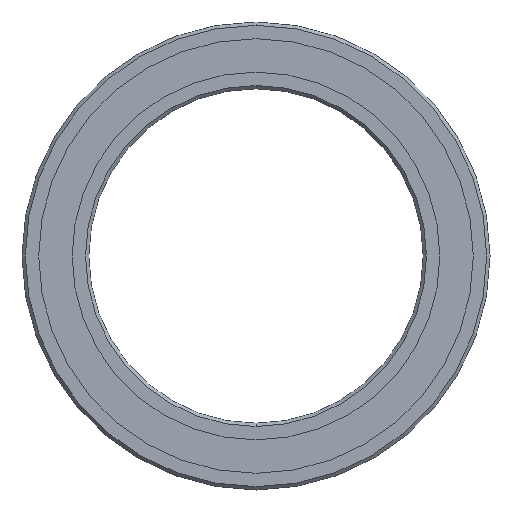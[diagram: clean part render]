
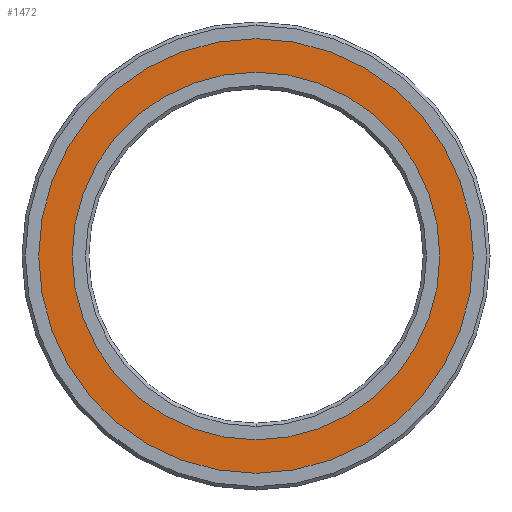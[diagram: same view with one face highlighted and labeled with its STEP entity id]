
A CAD part, front view. The second image highlights one B-rep face of the part: STEP entity #1472.
In plain terms, the highlighted planar face has unit normal (0, -1, 0).
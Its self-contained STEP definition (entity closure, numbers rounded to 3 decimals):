
#21 = EDGE_CURVE('',#22,#24,#26,.T.);
#22 = VERTEX_POINT('',#23);
#23 = CARTESIAN_POINT('',(0.,0.2,-16.5));
#24 = VERTEX_POINT('',#25);
#25 = CARTESIAN_POINT('',(0.,0.2,16.5));
#26 = SURFACE_CURVE('',#27,(#32,#44),.PCURVE_S1.);
#27 = CIRCLE('',#28,16.5);
#28 = AXIS2_PLACEMENT_3D('',#29,#30,#31);
#29 = CARTESIAN_POINT('',(0.,0.2,0.));
#30 = DIRECTION('',(0.,-1.,0.));
#31 = DIRECTION('',(0.,0.,-1.));
#32 = PCURVE('',#33,#38);
#33 = CYLINDRICAL_SURFACE('',#34,16.5);
#34 = AXIS2_PLACEMENT_3D('',#35,#36,#37);
#35 = CARTESIAN_POINT('',(0.,0.2,0.));
#36 = DIRECTION('',(-0.,-1.,-0.));
#37 = DIRECTION('',(0.,0.,-1.));
#38 = DEFINITIONAL_REPRESENTATION('',(#39),#43);
#39 = LINE('',#40,#41);
#40 = CARTESIAN_POINT('',(0.,0.));
#41 = VECTOR('',#42,1.);
#42 = DIRECTION('',(1.,0.));
#43 = ( GEOMETRIC_REPRESENTATION_CONTEXT(2) 
PARAMETRIC_REPRESENTATION_CONTEXT() REPRESENTATION_CONTEXT('2D SPACE',''
  ) );
#44 = PCURVE('',#45,#50);
#45 = PLANE('',#46);
#46 = AXIS2_PLACEMENT_3D('',#47,#48,#49);
#47 = CARTESIAN_POINT('',(0.,0.2,0.));
#48 = DIRECTION('',(0.,-1.,0.));
#49 = DIRECTION('',(0.,-0.,-1.));
#50 = DEFINITIONAL_REPRESENTATION('',(#51),#55);
#51 = CIRCLE('',#52,16.5);
#52 = AXIS2_PLACEMENT_2D('',#53,#54);
#53 = CARTESIAN_POINT('',(0.,0.));
#54 = DIRECTION('',(1.,0.));
#55 = ( GEOMETRIC_REPRESENTATION_CONTEXT(2) 
PARAMETRIC_REPRESENTATION_CONTEXT() REPRESENTATION_CONTEXT('2D SPACE',''
  ) );
#73 = CYLINDRICAL_SURFACE('',#74,16.5);
#74 = AXIS2_PLACEMENT_3D('',#75,#76,#77);
#75 = CARTESIAN_POINT('',(0.,0.2,0.));
#76 = DIRECTION('',(-0.,-1.,-0.));
#77 = DIRECTION('',(0.,0.,-1.));
#143 = VERTEX_POINT('',#144);
#144 = CARTESIAN_POINT('',(0.,0.2,-19.5));
#153 = CYLINDRICAL_SURFACE('',#154,19.5);
#154 = AXIS2_PLACEMENT_3D('',#155,#156,#157);
#155 = CARTESIAN_POINT('',(0.,0.2,0.));
#156 = DIRECTION('',(-0.,-1.,-0.));
#157 = DIRECTION('',(0.,0.,-1.));
#165 = CYLINDRICAL_SURFACE('',#166,19.5);
#166 = AXIS2_PLACEMENT_3D('',#167,#168,#169);
#167 = CARTESIAN_POINT('',(0.,0.2,0.));
#168 = DIRECTION('',(-0.,-1.,-0.));
#169 = DIRECTION('',(0.,0.,-1.));
#211 = VERTEX_POINT('',#212);
#212 = CARTESIAN_POINT('',(0.,0.2,19.5));
#233 = EDGE_CURVE('',#211,#143,#234,.T.);
#234 = SURFACE_CURVE('',#235,(#240,#247),.PCURVE_S1.);
#235 = CIRCLE('',#236,19.5);
#236 = AXIS2_PLACEMENT_3D('',#237,#238,#239);
#237 = CARTESIAN_POINT('',(0.,0.2,0.));
#238 = DIRECTION('',(0.,-1.,0.));
#239 = DIRECTION('',(0.,0.,-1.));
#240 = PCURVE('',#153,#241);
#241 = DEFINITIONAL_REPRESENTATION('',(#242),#246);
#242 = LINE('',#243,#244);
#243 = CARTESIAN_POINT('',(0.,0.));
#244 = VECTOR('',#245,1.);
#245 = DIRECTION('',(1.,0.));
#246 = ( GEOMETRIC_REPRESENTATION_CONTEXT(2) 
PARAMETRIC_REPRESENTATION_CONTEXT() REPRESENTATION_CONTEXT('2D SPACE',''
  ) );
#247 = PCURVE('',#45,#248);
#248 = DEFINITIONAL_REPRESENTATION('',(#249),#253);
#249 = CIRCLE('',#250,19.5);
#250 = AXIS2_PLACEMENT_2D('',#251,#252);
#251 = CARTESIAN_POINT('',(0.,0.));
#252 = DIRECTION('',(1.,0.));
#253 = ( GEOMETRIC_REPRESENTATION_CONTEXT(2) 
PARAMETRIC_REPRESENTATION_CONTEXT() REPRESENTATION_CONTEXT('2D SPACE',''
  ) );
#1450 = EDGE_CURVE('',#143,#211,#1451,.T.);
#1451 = SURFACE_CURVE('',#1452,(#1457,#1464),.PCURVE_S1.);
#1452 = CIRCLE('',#1453,19.5);
#1453 = AXIS2_PLACEMENT_3D('',#1454,#1455,#1456);
#1454 = CARTESIAN_POINT('',(0.,0.2,0.));
#1455 = DIRECTION('',(0.,-1.,0.));
#1456 = DIRECTION('',(0.,0.,-1.));
#1457 = PCURVE('',#165,#1458);
#1458 = DEFINITIONAL_REPRESENTATION('',(#1459),#1463);
#1459 = LINE('',#1460,#1461);
#1460 = CARTESIAN_POINT('',(0.,0.));
#1461 = VECTOR('',#1462,1.);
#1462 = DIRECTION('',(1.,0.));
#1463 = ( GEOMETRIC_REPRESENTATION_CONTEXT(2) 
PARAMETRIC_REPRESENTATION_CONTEXT() REPRESENTATION_CONTEXT('2D SPACE',''
  ) );
#1464 = PCURVE('',#45,#1465);
#1465 = DEFINITIONAL_REPRESENTATION('',(#1466),#1470);
#1466 = CIRCLE('',#1467,19.5);
#1467 = AXIS2_PLACEMENT_2D('',#1468,#1469);
#1468 = CARTESIAN_POINT('',(0.,0.));
#1469 = DIRECTION('',(1.,0.));
#1470 = ( GEOMETRIC_REPRESENTATION_CONTEXT(2) 
PARAMETRIC_REPRESENTATION_CONTEXT() REPRESENTATION_CONTEXT('2D SPACE',''
  ) );
#1472 = ADVANCED_FACE('',(#1473,#1498),#45,.T.);
#1473 = FACE_BOUND('',#1474,.T.);
#1474 = EDGE_LOOP('',(#1475,#1476));
#1475 = ORIENTED_EDGE('',*,*,#21,.F.);
#1476 = ORIENTED_EDGE('',*,*,#1477,.F.);
#1477 = EDGE_CURVE('',#24,#22,#1478,.T.);
#1478 = SURFACE_CURVE('',#1479,(#1484,#1491),.PCURVE_S1.);
#1479 = CIRCLE('',#1480,16.5);
#1480 = AXIS2_PLACEMENT_3D('',#1481,#1482,#1483);
#1481 = CARTESIAN_POINT('',(0.,0.2,0.));
#1482 = DIRECTION('',(0.,-1.,0.));
#1483 = DIRECTION('',(0.,0.,-1.));
#1484 = PCURVE('',#45,#1485);
#1485 = DEFINITIONAL_REPRESENTATION('',(#1486),#1490);
#1486 = CIRCLE('',#1487,16.5);
#1487 = AXIS2_PLACEMENT_2D('',#1488,#1489);
#1488 = CARTESIAN_POINT('',(0.,0.));
#1489 = DIRECTION('',(1.,0.));
#1490 = ( GEOMETRIC_REPRESENTATION_CONTEXT(2) 
PARAMETRIC_REPRESENTATION_CONTEXT() REPRESENTATION_CONTEXT('2D SPACE',''
  ) );
#1491 = PCURVE('',#73,#1492);
#1492 = DEFINITIONAL_REPRESENTATION('',(#1493),#1497);
#1493 = LINE('',#1494,#1495);
#1494 = CARTESIAN_POINT('',(0.,0.));
#1495 = VECTOR('',#1496,1.);
#1496 = DIRECTION('',(1.,0.));
#1497 = ( GEOMETRIC_REPRESENTATION_CONTEXT(2) 
PARAMETRIC_REPRESENTATION_CONTEXT() REPRESENTATION_CONTEXT('2D SPACE',''
  ) );
#1498 = FACE_BOUND('',#1499,.T.);
#1499 = EDGE_LOOP('',(#1500,#1501));
#1500 = ORIENTED_EDGE('',*,*,#1450,.T.);
#1501 = ORIENTED_EDGE('',*,*,#233,.T.);
